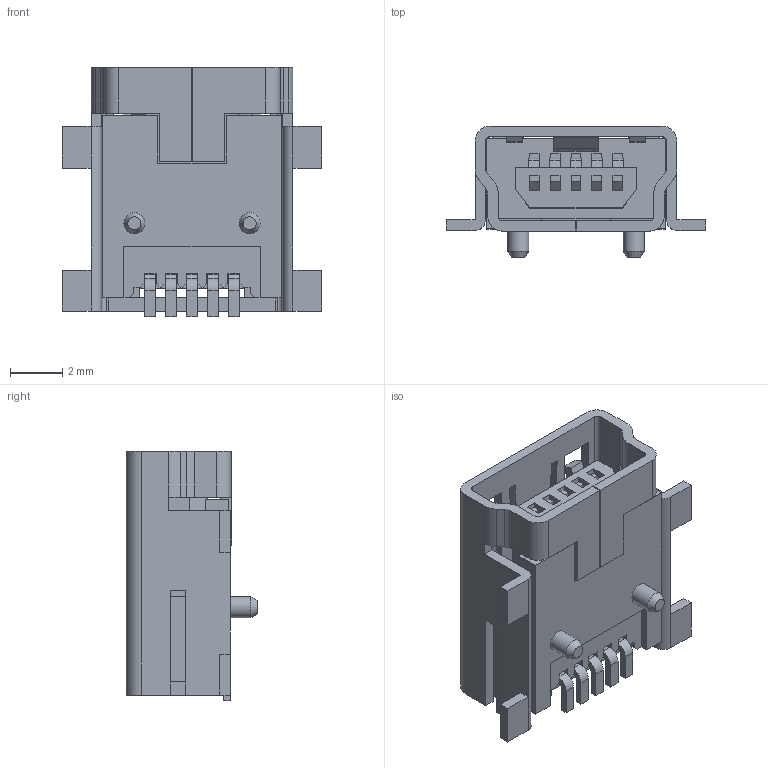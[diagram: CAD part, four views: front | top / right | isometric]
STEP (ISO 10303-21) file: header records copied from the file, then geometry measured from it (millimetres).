
FILE_DESCRIPTION(('FreeCAD Model'),'2;1');
FILE_NAME('micro-usb-b-female-smd.step', '2015-01-29T08:53:48',('FreeCAD'),('FreeCAD'), 'Open CASCADE STEP processor 6.7','FreeCAD','Unknown');
FILE_SCHEMA(('AUTOMOTIVE_DESIGN_CC2 { 1 2 10303 214 -1 1 5 4 }'));
Length unit declared in the file: millimetre
Products named in the file (1): micro-usb-b-female-smd
Bounding box: 9.9 x 5.02 x 9.51 mm (x, y, z)
Volume: 152.2 mm3; surface area: 743.6 mm2
Topology: 7 solids, 7 shells, 477 faces, 1202 edges, 730 vertices
Faces by surface type: plane 393, cylinder 82, cone 2
Full cylindrical faces by diameter (mm): 0.8 x2
Entity records: 32830 total; most frequent: CARTESIAN_POINT 5557, DIRECTION 4361, LINE 3001, VECTOR 3001, ORIENTED_EDGE 2404, PCURVE 2404, DEFINITIONAL_REPRESENTATION 2404, EDGE_CURVE 1202
